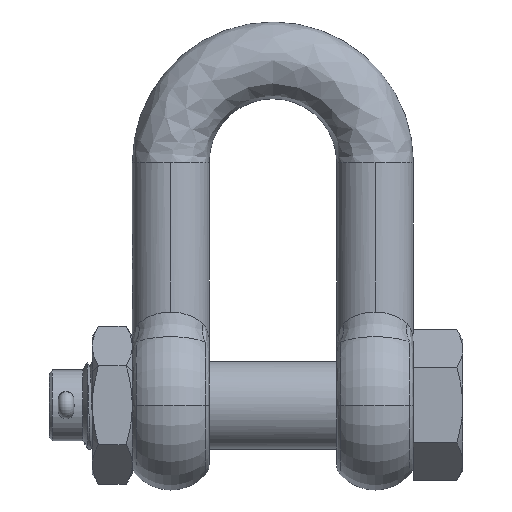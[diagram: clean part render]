
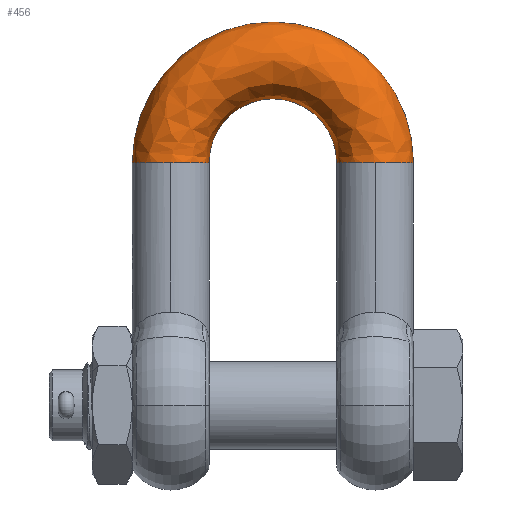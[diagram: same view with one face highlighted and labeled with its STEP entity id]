
A CAD part, top view. The second image highlights one B-rep face of the part: STEP entity #456.
In plain terms, the highlighted free-form (B-spline) face has degree [3, 3] with [4, 4] control points.
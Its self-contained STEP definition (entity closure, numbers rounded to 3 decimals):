
#456=ADVANCED_FACE('NONE',(#1487),#1488,.F.);
#1487=FACE_OUTER_BOUND('',#5356,.T.);
#1488=(B_SPLINE_SURFACE(3,3,((#5358,#5359,#5360,#5361),(#5362,#5363,#5364,#5365),(#5366,#5367,#5368,#5369),(#5370,#5371,#5372,#5373)),.UNSPECIFIED.,.F.,.F.,.F.)B_SPLINE_SURFACE_WITH_KNOTS((4,4),(4,4),(0.0,1.0),(0.0,1.0),.UNSPECIFIED.)RATIONAL_B_SPLINE_SURFACE(((1.0,0.333,0.333,1.0),(0.333,0.111,0.111,0.333),(0.333,0.111,0.111,0.333),(1.0,0.333,0.333,1.0)))BOUNDED_SURFACE()REPRESENTATION_ITEM('')GEOMETRIC_REPRESENTATION_ITEM()SURFACE());
#5356=EDGE_LOOP('',(#14559,#14560,#14561,#14562,#14563,#14564));
#5358=CARTESIAN_POINT('',(-41.5,158.0,0.));
#5359=CARTESIAN_POINT('',(-41.5,241.,0.));
#5360=CARTESIAN_POINT('',(41.5,241.,0.));
#5361=CARTESIAN_POINT('',(41.5,158.,0.));
#5362=CARTESIAN_POINT('',(-41.5,158.0,50.0));
#5363=CARTESIAN_POINT('',(-41.5,241.,50.0));
#5364=CARTESIAN_POINT('',(41.5,241.,50.0));
#5365=CARTESIAN_POINT('',(41.5,158.,50.0));
#5366=CARTESIAN_POINT('',(-91.5,158.0,50.0));
#5367=CARTESIAN_POINT('',(-91.5,341.,50.0));
#5368=CARTESIAN_POINT('',(91.5,341.,50.0));
#5369=CARTESIAN_POINT('',(91.5,158.,50.0));
#5370=CARTESIAN_POINT('',(-91.5,158.0,0.));
#5371=CARTESIAN_POINT('',(-91.5,341.,0.));
#5372=CARTESIAN_POINT('',(91.5,341.,0.));
#5373=CARTESIAN_POINT('',(91.5,158.,0.));
#14559=ORIENTED_EDGE('',*,*,#16996,.F.);
#14560=ORIENTED_EDGE('',*,*,#17641,.F.);
#14561=ORIENTED_EDGE('',*,*,#17801,.T.);
#14562=ORIENTED_EDGE('',*,*,#16884,.T.);
#14563=ORIENTED_EDGE('',*,*,#17639,.F.);
#14564=ORIENTED_EDGE('',*,*,#17627,.F.);
#16884=EDGE_CURVE('NONE',#18700,#18701,#18702,.T.);
#16996=EDGE_CURVE('NONE',#18923,#18925,#18926,.T.);
#17627=EDGE_CURVE('NONE',#18925,#20010,#20011,.T.);
#17639=EDGE_CURVE('NONE',#20010,#18701,#20031,.T.);
#17641=EDGE_CURVE('NONE',#20032,#18923,#20034,.T.);
#17801=EDGE_CURVE('NONE',#20032,#18700,#20232,.T.);
#18700=VERTEX_POINT('NONE',#21658);
#18701=VERTEX_POINT('NONE',#21659);
#18702=CIRCLE('',#21660,25.0);
#18923=VERTEX_POINT('NONE',#22350);
#18925=VERTEX_POINT('NONE',#22352);
#18926=CIRCLE('',#22353,25.0);
#20010=VERTEX_POINT('NONE',#26374);
#20011=CIRCLE('',#26375,25.0);
#20031=CIRCLE('',#26401,91.5);
#20032=VERTEX_POINT('NONE',#26402);
#20034=CIRCLE('',#26404,41.5);
#20232=CIRCLE('',#26945,25.0);
#21658=CARTESIAN_POINT('',(66.5,158.0,25.0));
#21659=CARTESIAN_POINT('',(91.5,158.0,0.));
#21660=AXIS2_PLACEMENT_3D('',#33352,#33353,#33354);
#22350=CARTESIAN_POINT('',(-41.5,158.0,0.));
#22352=CARTESIAN_POINT('',(-66.5,158.0,25.0));
#22353=AXIS2_PLACEMENT_3D('',#33440,#33441,#33442);
#26374=CARTESIAN_POINT('',(-91.5,158.0,0.));
#26375=AXIS2_PLACEMENT_3D('',#33951,#33952,#33953);
#26401=AXIS2_PLACEMENT_3D('',#33975,#33976,#33977);
#26402=CARTESIAN_POINT('',(41.5,158.0,0.));
#26404=AXIS2_PLACEMENT_3D('',#33981,#33982,#33983);
#26945=AXIS2_PLACEMENT_3D('',#34116,#34117,#34118);
#33352=CARTESIAN_POINT('',(66.5,158.0,0.0));
#33353=DIRECTION('',(0.0,1.0,0.0));
#33354=DIRECTION('',(1.0,0.0,0.));
#33440=CARTESIAN_POINT('',(-66.5,158.0,0.));
#33441=DIRECTION('',(0.0,-1.0,0.0));
#33442=DIRECTION('',(0.0,0.0,-1.0));
#33951=CARTESIAN_POINT('',(-66.5,158.0,0.));
#33952=DIRECTION('',(0.0,-1.0,0.0));
#33953=DIRECTION('',(0.0,0.0,-1.0));
#33975=CARTESIAN_POINT('',(0.0,158.0,0.));
#33976=DIRECTION('',(0.0,0.0,-1.0));
#33977=DIRECTION('',(-1.0,0.0,0.0));
#33981=CARTESIAN_POINT('',(0.0,158.0,0.));
#33982=DIRECTION('',(0.0,0.0,1.0));
#33983=DIRECTION('',(-1.0,0.0,0.0));
#34116=CARTESIAN_POINT('',(66.5,158.0,0.0));
#34117=DIRECTION('',(0.0,1.0,0.0));
#34118=DIRECTION('',(1.0,0.0,0.));
